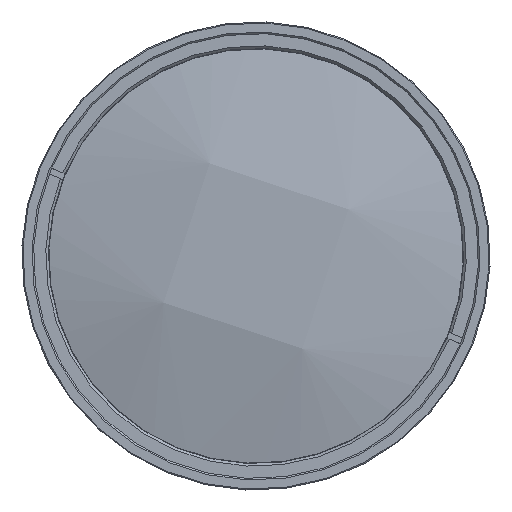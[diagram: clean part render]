
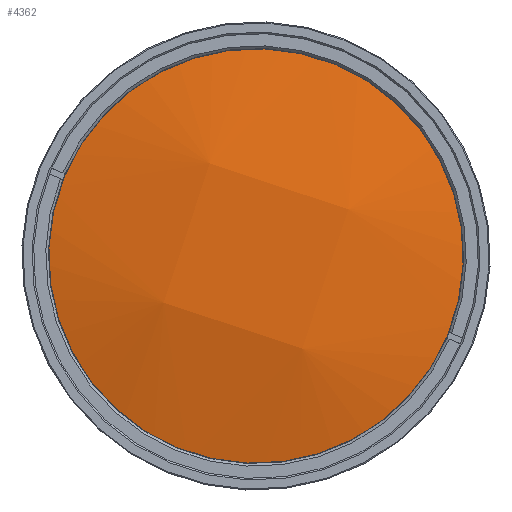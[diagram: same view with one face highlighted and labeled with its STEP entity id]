
A CAD part, left-side view. The second image highlights one B-rep face of the part: STEP entity #4362.
In plain terms, the highlighted free-form (B-spline) face has degree [3, 3] with [4, 4] control points.
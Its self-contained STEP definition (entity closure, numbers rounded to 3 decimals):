
#49 = CARTESIAN_POINT ( 'NONE',  ( -206.626, -18.598, 9.193 ) ) ;
#1205 = CIRCLE ( 'NONE', #6014, 41.5 ) ;
#2554 = VERTEX_POINT ( 'NONE', #13447 ) ;
#4098 = DIRECTION ( 'NONE',  ( 0., 0.949, 0.314 ) ) ;
#4208 = CARTESIAN_POINT ( 'NONE',  ( -196.419, 0., 0. ) ) ;
#4362 = ADVANCED_FACE ( 'NONE', ( #7210 ), #15311, .T. ) ;
#4666 = CARTESIAN_POINT ( 'NONE',  ( -198.299, 35.849, 27.22 ) ) ;
#5625 = DIRECTION ( 'NONE',  ( -1., 0., 0. ) ) ;
#5644 = EDGE_LOOP ( 'NONE', ( #15755, #12287 ) ) ;
#5794 = CARTESIAN_POINT ( 'NONE',  ( -198.21, -0.283, 44.473 ) ) ;
#5839 = EDGE_CURVE ( 'NONE', #2554, #19459, #1205, .T. ) ;
#6014 = AXIS2_PLACEMENT_3D ( 'NONE', #19503, #17967, #4098 ) ;
#7210 = FACE_OUTER_BOUND ( 'NONE', #5644, .T. ) ;
#8672 = CARTESIAN_POINT ( 'NONE',  ( -198.264, 26.262, -35.684 ) ) ;
#8786 = CARTESIAN_POINT ( 'NONE',  ( -206.669, 18.306, -9.091 ) ) ;
#8893 = CARTESIAN_POINT ( 'NONE',  ( -198.317, 44.955, -0.268 ) ) ;
#10176 = CARTESIAN_POINT ( 'NONE',  ( -190.324, 24.879, 52.804 ) ) ;
#10373 = CARTESIAN_POINT ( 'NONE',  ( -206.65, 9.203, 18.398 ) ) ;
#10738 = CARTESIAN_POINT ( 'NONE',  ( -190.31, -25.159, -52.708 ) ) ;
#11684 = CARTESIAN_POINT ( 'NONE',  ( -206.645, -9.498, -18.296 ) ) ;
#11871 = CARTESIAN_POINT ( 'NONE',  ( -198.187, -26.534, 35.782 ) ) ;
#12224 = CARTESIAN_POINT ( 'NONE',  ( -198.247, -36.135, -27.115 ) ) ;
#12287 = ORIENTED_EDGE ( 'NONE', *, *, #13300, .T. ) ;
#13300 = EDGE_CURVE ( 'NONE', #19459, #2554, #14635, .T. ) ;
#13377 = AXIS2_PLACEMENT_3D ( 'NONE', #4208, #5625, #19318 ) ;
#13447 = CARTESIAN_POINT ( 'NONE',  ( -196.419, 39.397, 13.044 ) ) ;
#13485 = CARTESIAN_POINT ( 'NONE',  ( -196.419, -39.397, -13.044 ) ) ;
#14635 = CIRCLE ( 'NONE', #13377, 41.5 ) ;
#14725 = CARTESIAN_POINT ( 'NONE',  ( -198.241, 0., -44.379 ) ) ;
#15311 =( BOUNDED_SURFACE ( )  B_SPLINE_SURFACE ( 3, 3, ( 
 ( #10176, #5794, #11871, #16251 ),
 ( #4666, #10373, #49, #19292 ),
 ( #8893, #8786, #11684, #12224 ),
 ( #18331, #8672, #14725, #10738 ) ),
 .UNSPECIFIED., .F., .F., .T. ) 
 B_SPLINE_SURFACE_WITH_KNOTS ( ( 4, 4 ),
 ( 4, 4 ),
 ( 0., 1. ),
 ( 0., 1. ),
 .UNSPECIFIED. ) 
 GEOMETRIC_REPRESENTATION_ITEM ( )  RATIONAL_B_SPLINE_SURFACE ( (
 ( 1., 0.972, 0.972, 1.),
 ( 0.972, 0.945, 0.945, 0.972),
 ( 0.972, 0.945, 0.945, 0.972),
 ( 1., 0.972, 0.972, 1.) ) ) 
 REPRESENTATION_ITEM ( '' )  SURFACE ( )  );
#15755 = ORIENTED_EDGE ( 'NONE', *, *, #5839, .T. ) ;
#16251 = CARTESIAN_POINT ( 'NONE',  ( -190.258, -51.684, 27.455 ) ) ;
#17967 = DIRECTION ( 'NONE',  ( -1., 0., 0. ) ) ;
#18331 = CARTESIAN_POINT ( 'NONE',  ( -190.375, 51.433, -27.35 ) ) ;
#19292 = CARTESIAN_POINT ( 'NONE',  ( -198.23, -45.231, 0.375 ) ) ;
#19318 = DIRECTION ( 'NONE',  ( 0., 0.949, 0.314 ) ) ;
#19459 = VERTEX_POINT ( 'NONE', #13485 ) ;
#19503 = CARTESIAN_POINT ( 'NONE',  ( -196.419, 0., 0. ) ) ;
